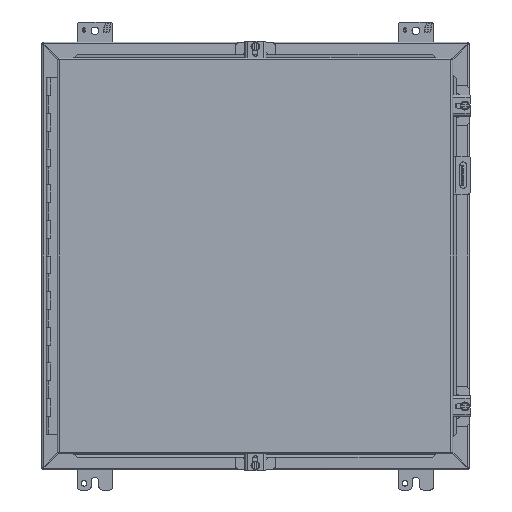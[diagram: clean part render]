
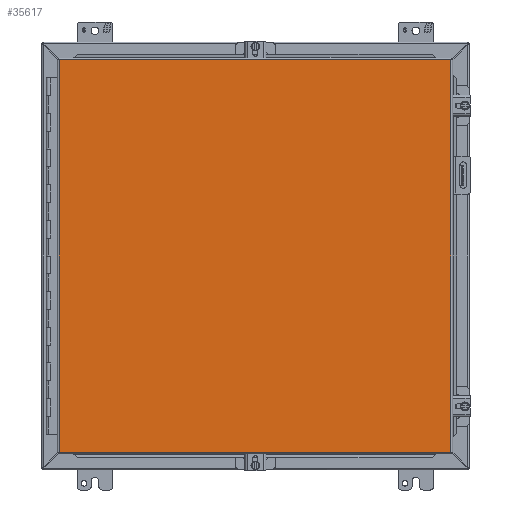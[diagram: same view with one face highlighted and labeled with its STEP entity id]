
A CAD part, front view. The second image highlights one B-rep face of the part: STEP entity #35617.
In plain terms, the highlighted planar face has unit normal (0, -1, 0).
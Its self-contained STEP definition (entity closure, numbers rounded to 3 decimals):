
#786 = ORIENTED_EDGE ( 'NONE', *, *, #22654, .F. ) ;
#1004 = CARTESIAN_POINT ( 'NONE',  ( -11.017, -7.21, 10.995 ) ) ;
#3411 = LINE ( 'NONE', #18185, #35616 ) ;
#4295 = VERTEX_POINT ( 'NONE', #47062 ) ;
#4687 = DIRECTION ( 'NONE',  ( 0., -1., 0. ) ) ;
#4734 = CARTESIAN_POINT ( 'NONE',  ( -11.017, -7.21, -10.995 ) ) ;
#8311 = CARTESIAN_POINT ( 'NONE',  ( -11.017, -7.21, -10.995 ) ) ;
#12227 = LINE ( 'NONE', #4734, #17893 ) ;
#13120 = AXIS2_PLACEMENT_3D ( 'NONE', #8311, #4687, #19476 ) ;
#15990 = CARTESIAN_POINT ( 'NONE',  ( -11.017, -7.21, 10.994 ) ) ;
#17190 = EDGE_LOOP ( 'NONE', ( #40726, #23992, #786, #32135 ) ) ;
#17893 = VECTOR ( 'NONE', #19752, 39.37 ) ;
#18185 = CARTESIAN_POINT ( 'NONE',  ( 10.955, -7.21, 10.994 ) ) ;
#19403 = LINE ( 'NONE', #15990, #36355 ) ;
#19476 = DIRECTION ( 'NONE',  ( 0., 0., -1. ) ) ;
#19752 = DIRECTION ( 'NONE',  ( 0., 0., 1. ) ) ;
#20855 = DIRECTION ( 'NONE',  ( 0., 0., -1. ) ) ;
#21216 = EDGE_CURVE ( 'NONE', #26693, #27741, #19403, .T. ) ;
#21229 = LINE ( 'NONE', #32838, #45635 ) ;
#21442 = EDGE_CURVE ( 'NONE', #27741, #4295, #3411, .T. ) ;
#22654 = EDGE_CURVE ( 'NONE', #32999, #26693, #12227, .T. ) ;
#23429 = EDGE_CURVE ( 'NONE', #4295, #32999, #21229, .T. ) ;
#23992 = ORIENTED_EDGE ( 'NONE', *, *, #21216, .F. ) ;
#26693 = VERTEX_POINT ( 'NONE', #1004 ) ;
#27741 = VERTEX_POINT ( 'NONE', #31967 ) ;
#31967 = CARTESIAN_POINT ( 'NONE',  ( 10.955, -7.21, 10.995 ) ) ;
#32135 = ORIENTED_EDGE ( 'NONE', *, *, #23429, .F. ) ;
#32838 = CARTESIAN_POINT ( 'NONE',  ( 10.955, -7.21, -10.995 ) ) ;
#32999 = VERTEX_POINT ( 'NONE', #46636 ) ;
#33257 = FACE_OUTER_BOUND ( 'NONE', #17190, .T. ) ;
#35616 = VECTOR ( 'NONE', #20855, 39.37 ) ;
#35617 = ADVANCED_FACE ( 'NONE', ( #33257 ), #41476, .T. ) ;
#36355 = VECTOR ( 'NONE', #45035, 39.37 ) ;
#40726 = ORIENTED_EDGE ( 'NONE', *, *, #21442, .F. ) ;
#41476 = PLANE ( 'NONE',  #13120 ) ;
#45035 = DIRECTION ( 'NONE',  ( 1., 0., 0. ) ) ;
#45635 = VECTOR ( 'NONE', #47567, 39.37 ) ;
#46636 = CARTESIAN_POINT ( 'NONE',  ( -11.017, -7.21, -10.995 ) ) ;
#47062 = CARTESIAN_POINT ( 'NONE',  ( 10.955, -7.21, -10.995 ) ) ;
#47567 = DIRECTION ( 'NONE',  ( -1., 0., 0. ) ) ;
